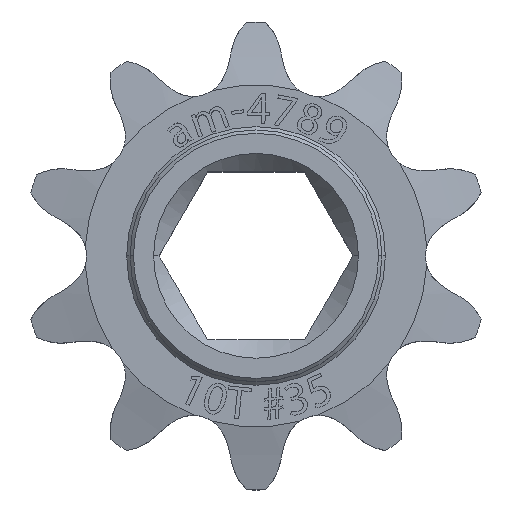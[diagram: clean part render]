
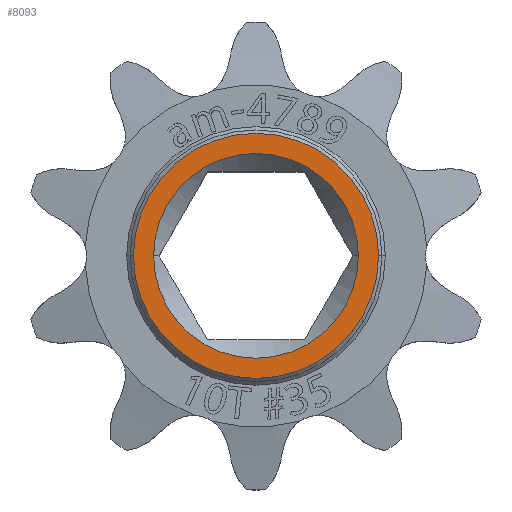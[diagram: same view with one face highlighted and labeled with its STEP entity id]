
A CAD part, top view. The second image highlights one B-rep face of the part: STEP entity #8093.
In plain terms, the highlighted planar face has unit normal (0, 0, 1).
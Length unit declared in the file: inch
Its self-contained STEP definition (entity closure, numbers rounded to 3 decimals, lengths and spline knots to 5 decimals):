
#18 = FACE_OUTER_BOUND ( 'NONE', #14105, .T. ) ;
#379 = EDGE_LOOP ( 'NONE', ( #13435, #12929 ) ) ;
#581 = DIRECTION ( 'NONE',  ( 0., 0., 1. ) ) ;
#696 = DIRECTION ( 'NONE',  ( 0., 0., 1. ) ) ;
#1142 = FACE_BOUND ( 'NONE', #379, .T. ) ;
#1449 = VERTEX_POINT ( 'NONE', #10192 ) ;
#1464 = CARTESIAN_POINT ( 'NONE',  ( 0.305, 0., 0.2475 ) ) ;
#1572 = AXIS2_PLACEMENT_3D ( 'NONE', #6614, #581, #11560 ) ;
#2027 = DIRECTION ( 'NONE',  ( 1., 0., 0. ) ) ;
#2574 = CIRCLE ( 'NONE', #1572, 0.365 ) ;
#3404 = VERTEX_POINT ( 'NONE', #1464 ) ;
#3865 = CARTESIAN_POINT ( 'NONE',  ( 0., 0., 0.2475 ) ) ;
#4227 = AXIS2_PLACEMENT_3D ( 'NONE', #10049, #5100, #9973 ) ;
#4682 = CARTESIAN_POINT ( 'NONE',  ( 0.365, 0., 0.2475 ) ) ;
#4699 = CIRCLE ( 'NONE', #10054, 0.365 ) ;
#5100 = DIRECTION ( 'NONE',  ( 0., 0., 1. ) ) ;
#5109 = EDGE_CURVE ( 'NONE', #8389, #15321, #2574, .T. ) ;
#5374 = DIRECTION ( 'NONE',  ( 1., 0., 0. ) ) ;
#6298 = DIRECTION ( 'NONE',  ( 1., 0., 0. ) ) ;
#6614 = CARTESIAN_POINT ( 'NONE',  ( 0., 0., 0.2475 ) ) ;
#6617 = CARTESIAN_POINT ( 'NONE',  ( -0.365, 0., 0.2475 ) ) ;
#6880 = ORIENTED_EDGE ( 'NONE', *, *, #13286, .T. ) ;
#8093 = ADVANCED_FACE ( 'NONE', ( #1142, #18 ), #13314, .T. ) ;
#8389 = VERTEX_POINT ( 'NONE', #4682 ) ;
#8736 = AXIS2_PLACEMENT_3D ( 'NONE', #14744, #13394, #6298 ) ;
#9973 = DIRECTION ( 'NONE',  ( 1., 0., 0. ) ) ;
#10049 = CARTESIAN_POINT ( 'NONE',  ( 0., 0., 0.2475 ) ) ;
#10054 = AXIS2_PLACEMENT_3D ( 'NONE', #13972, #696, #2027 ) ;
#10192 = CARTESIAN_POINT ( 'NONE',  ( -0.305, 0., 0.2475 ) ) ;
#10990 = ORIENTED_EDGE ( 'NONE', *, *, #5109, .T. ) ;
#11148 = EDGE_CURVE ( 'NONE', #1449, #3404, #15380, .T. ) ;
#11560 = DIRECTION ( 'NONE',  ( 1., 0., 0. ) ) ;
#12929 = ORIENTED_EDGE ( 'NONE', *, *, #11148, .F. ) ;
#13286 = EDGE_CURVE ( 'NONE', #15321, #8389, #4699, .T. ) ;
#13314 = PLANE ( 'NONE',  #8736 ) ;
#13394 = DIRECTION ( 'NONE',  ( 0., 0., 1. ) ) ;
#13435 = ORIENTED_EDGE ( 'NONE', *, *, #15189, .F. ) ;
#13750 = DIRECTION ( 'NONE',  ( 0., 0., 1. ) ) ;
#13972 = CARTESIAN_POINT ( 'NONE',  ( 0., 0., 0.2475 ) ) ;
#14105 = EDGE_LOOP ( 'NONE', ( #6880, #10990 ) ) ;
#14663 = CIRCLE ( 'NONE', #4227, 0.305 ) ;
#14744 = CARTESIAN_POINT ( 'NONE',  ( 0., 0., 0.2475 ) ) ;
#15132 = AXIS2_PLACEMENT_3D ( 'NONE', #3865, #13750, #5374 ) ;
#15189 = EDGE_CURVE ( 'NONE', #3404, #1449, #14663, .T. ) ;
#15321 = VERTEX_POINT ( 'NONE', #6617 ) ;
#15380 = CIRCLE ( 'NONE', #15132, 0.305 ) ;
